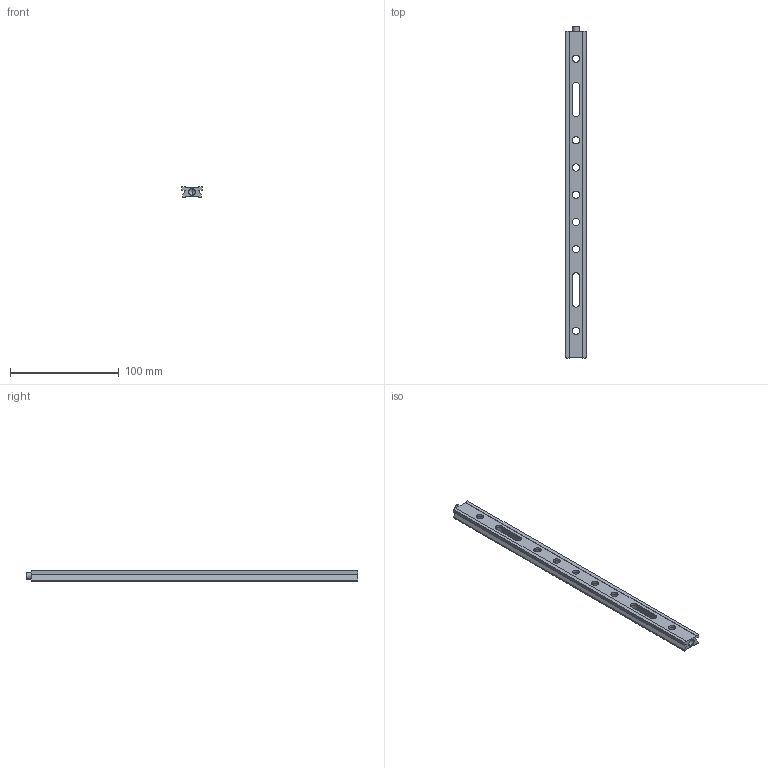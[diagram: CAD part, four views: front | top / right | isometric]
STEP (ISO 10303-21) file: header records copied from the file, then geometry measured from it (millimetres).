
FILE_DESCRIPTION (( 'STEP AP203' ), '1' );
FILE_NAME ('CSOB-300.STEP', '2025-08-28T02:58:19', ( '' ), ( '' ), 'SwSTEP 2.0', 'SolidWorks 2020', '' );
FILE_SCHEMA (( 'CONFIG_CONTROL_DESIGN' ));
Length unit declared in the file: millimetre
Products named in the file (1): CSOB-300
Bounding box: 19 x 305 x 9.6 mm (x, y, z)
Volume: 34467.6 mm3; surface area: 22795.2 mm2
Topology: 2 solids, 2 shells, 1694 faces, 5589 edges, 4055 vertices
Faces by surface type: plane 1564, bspline 76, cylinder 42, cone 12
Entity records: 75194 total; most frequent: CARTESIAN_POINT 27333, ORIENTED_EDGE 11170, DIRECTION 7981, EDGE_CURVE 5585, LINE 4559, VECTOR 4559, VERTEX_POINT 4055, EDGE_LOOP 1872
